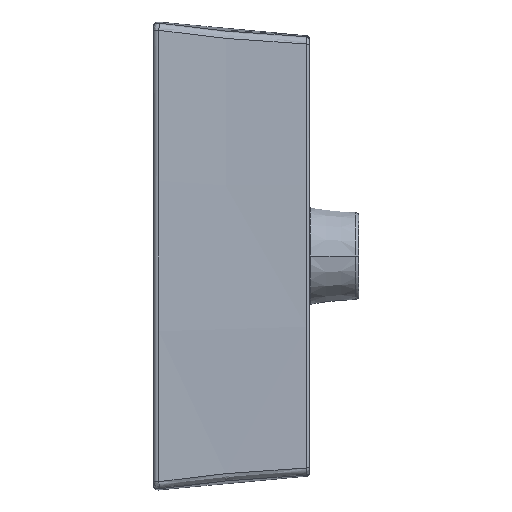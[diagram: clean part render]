
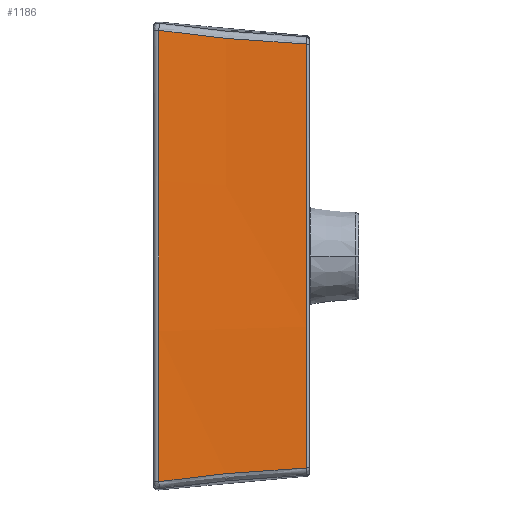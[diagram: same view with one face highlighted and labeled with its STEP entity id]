
A CAD part, left-side view. The second image highlights one B-rep face of the part: STEP entity #1186.
In plain terms, the highlighted face is a revolution surface.
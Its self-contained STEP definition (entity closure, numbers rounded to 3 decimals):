
#115=SURFACE_OF_REVOLUTION('',#801,#131);
#131=AXIS1_PLACEMENT('',#16768,#6852);
#799=B_SPLINE_CURVE_WITH_KNOTS('',3,(#16736,#16737,#16738,#16739,#16740,
#16741,#16742,#16743,#16744,#16745,#16746,#16747,#16748,#16749,#16750),
 .UNSPECIFIED.,.F.,.F.,(4,2,2,2,2,1,2,4),(0.,0.5,0.625,
0.656,0.672,0.688,0.75,
1.),.UNSPECIFIED.);
#800=B_SPLINE_CURVE_WITH_KNOTS('',3,(#16752,#16753,#16754,#16755,#16756,
#16757,#16758,#16759,#16760,#16761),.UNSPECIFIED.,.F.,.F.,(4,2,2,2,4),(0.,
0.25,0.375,0.5,1.),.UNSPECIFIED.);
#801=B_SPLINE_CURVE_WITH_KNOTS('',3,(#16764,#16765,#16766,#16767),
 .UNSPECIFIED.,.F.,.F.,(4,4),(0.,1.),.UNSPECIFIED.);
#1186=ADVANCED_FACE('',(#1627),#115,.F.);
#1627=FACE_OUTER_BOUND('',#1983,.T.);
#1983=EDGE_LOOP('',(#3188,#3189,#3190,#3191));
#3188=ORIENTED_EDGE('',*,*,#4920,.F.);
#3189=ORIENTED_EDGE('',*,*,#4919,.T.);
#3190=ORIENTED_EDGE('',*,*,#4921,.F.);
#3191=ORIENTED_EDGE('',*,*,#4922,.F.);
#4178=VERTEX_POINT('',#16728);
#4179=VERTEX_POINT('',#16733);
#4180=VERTEX_POINT('',#16751);
#4181=VERTEX_POINT('',#16762);
#4919=EDGE_CURVE('',#4178,#4179,#5463,.T.);
#4920=EDGE_CURVE('',#4178,#4180,#799,.T.);
#4921=EDGE_CURVE('',#4181,#4179,#800,.T.);
#4922=EDGE_CURVE('',#4180,#4181,#5464,.T.);
#5463=CIRCLE('',#5939,19999.285);
#5464=CIRCLE('',#5941,19988.15);
#5939=AXIS2_PLACEMENT_3D('',#16734,#6846,#6847);
#5941=AXIS2_PLACEMENT_3D('',#16763,#6850,#6851);
#6846=DIRECTION('',(0.,-1.,0.));
#6847=DIRECTION('',(-1.,0.,0.009));
#6850=DIRECTION('',(0.,-1.,0.));
#6851=DIRECTION('',(-1.,0.,0.009));
#6852=DIRECTION('',(0.,1.,0.));
#16728=CARTESIAN_POINT('',(-277.848,122.398,182.984));
#16733=CARTESIAN_POINT('',(-277.848,122.398,-182.984));
#16734=CARTESIAN_POINT('',(19720.6,122.398,0.));
#16736=CARTESIAN_POINT('',(-277.848,122.398,182.984));
#16737=CARTESIAN_POINT('',(-275.442,106.443,180.553));
#16738=CARTESIAN_POINT('',(-273.248,88.466,178.338));
#16739=CARTESIAN_POINT('',(-270.939,63.494,176.011));
#16740=CARTESIAN_POINT('',(-270.497,58.375,175.567));
#16741=CARTESIAN_POINT('',(-269.972,51.821,175.038));
#16742=CARTESIAN_POINT('',(-269.868,50.502,174.933));
#16743=CARTESIAN_POINT('',(-269.714,48.513,174.778));
#16744=CARTESIAN_POINT('',(-269.663,47.849,174.727));
#16745=CARTESIAN_POINT('',(-269.57,46.623,174.633));
#16746=CARTESIAN_POINT('',(-269.338,43.537,174.399));
#16747=CARTESIAN_POINT('',(-269.107,40.341,174.167));
#16748=CARTESIAN_POINT('',(-268.191,27.209,173.245));
#16749=CARTESIAN_POINT('',(-267.486,15.584,172.537));
#16750=CARTESIAN_POINT('',(-266.811,2.84,171.86));
#16751=CARTESIAN_POINT('',(-266.811,2.84,171.86));
#16752=CARTESIAN_POINT('',(-266.811,2.84,-171.86));
#16753=CARTESIAN_POINT('',(-267.471,15.313,-172.523));
#16754=CARTESIAN_POINT('',(-268.179,27.078,-173.234));
#16755=CARTESIAN_POINT('',(-269.34,43.659,-174.402));
#16756=CARTESIAN_POINT('',(-269.743,49.008,-174.808));
#16757=CARTESIAN_POINT('',(-270.58,59.35,-175.651));
#16758=CARTESIAN_POINT('',(-271.018,64.378,-176.092));
#16759=CARTESIAN_POINT('',(-273.241,88.27,-178.331));
#16760=CARTESIAN_POINT('',(-275.38,106.033,-180.49));
#16761=CARTESIAN_POINT('',(-277.848,122.398,-182.984));
#16762=CARTESIAN_POINT('',(-266.811,2.84,-171.86));
#16763=CARTESIAN_POINT('',(19720.6,2.84,0.));
#16764=CARTESIAN_POINT('',(39719.885,122.398,0.));
#16765=CARTESIAN_POINT('',(39713.864,82.833,0.));
#16766=CARTESIAN_POINT('',(39710.884,42.81,0.));
#16767=CARTESIAN_POINT('',(39708.75,2.84,0.));
#16768=CARTESIAN_POINT('',(19720.6,126.,0.));
